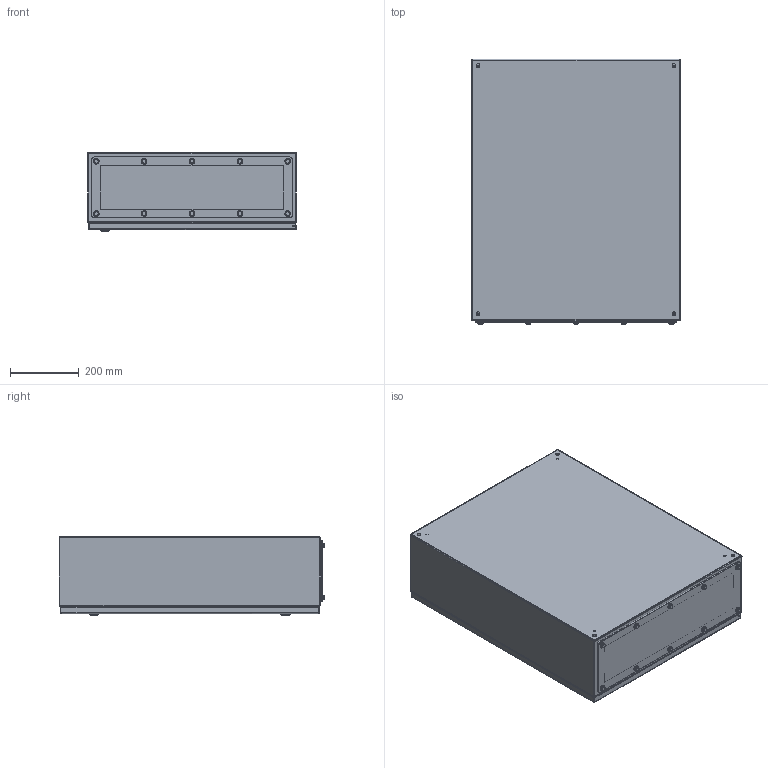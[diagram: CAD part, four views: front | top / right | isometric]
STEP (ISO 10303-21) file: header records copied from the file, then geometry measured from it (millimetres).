
FILE_DESCRIPTION (( 'STEP AP214' ), '1' );
FILE_NAME ('N412302408CGP.STEP', '2020-05-20T16:59:12', ( '' ), ( '' ), 'SwSTEP 2.0', 'SolidWorks 2019', '' );
FILE_SCHEMA (( 'AUTOMOTIVE_DESIGN' ));
Length unit declared in the file: inch
Products named in the file (1): N412302408CGP
Bounding box: 609.6 x 775.2 x 229.71 mm (x, y, z)
Volume: 3623216.5 mm3; surface area: 3568017.3 mm2
Topology: 87 solids, 87 shells, 2561 faces, 6016 edges, 3656 vertices
Faces by surface type: plane 1047, cylinder 786, cone 428, bspline 248, torus 52
Full cylindrical faces by diameter (mm): 2.362 x4, 3.317 x68, 3.5 x4, 3.962 x2, 4.064 x8, 4.166 x68, 4.25 x4, 4.572 x6, 4.775 x6, 5 x2, 5.359 x10, 5.969 x10, 6 x2, 6.35 x20, 6.502 x4, 6.985 x10, 7.137 x30, 7.366 x10, 8.128 x4, 8.382 x8, 8.56 x2, 8.89 x6, 9.144 x4, 9.9 x2, 10 x4, 10.2 x2, 11.05 x2, 11.112 x4, 11.125 x10, 12.8 x2
Entity records: 116735 total; most frequent: CARTESIAN_POINT 29868, DIRECTION 10400, ORIENTED_EDGE 10152, EDGE_CURVE 5076, AXIS2_PLACEMENT_3D 4068, EDGE_LOOP 3466, VERTEX_POINT 3380, FACE_OUTER_BOUND 2965
